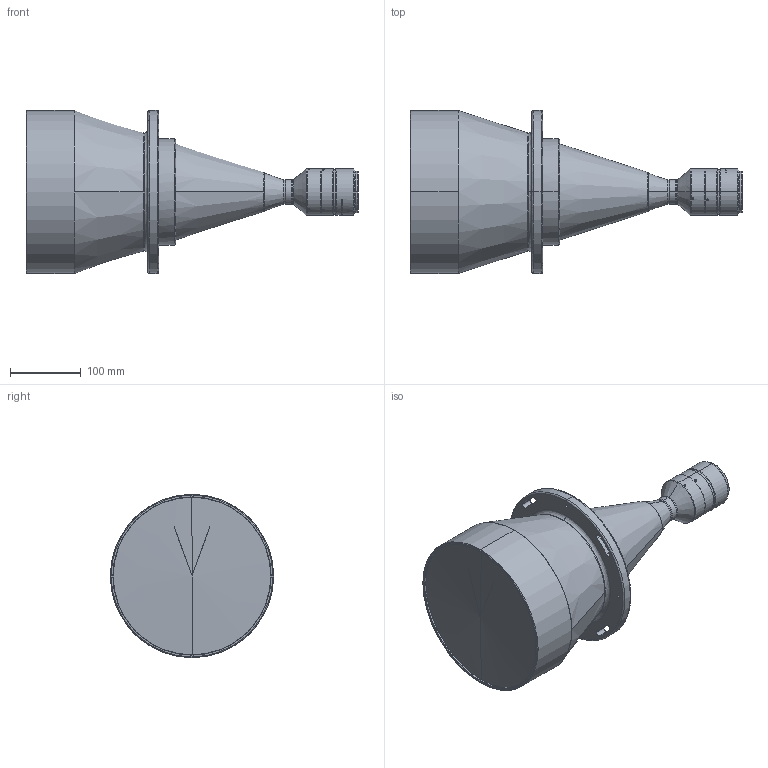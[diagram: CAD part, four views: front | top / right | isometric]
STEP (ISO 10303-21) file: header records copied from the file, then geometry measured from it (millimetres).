
FILE_DESCRIPTION (( 'STEP AP203' ), '1' );
FILE_NAME ('DTCM430H-190H-M58-AL.STEP', '2023-05-05T03:55:33', ( '' ), ( '' ), 'SwSTEP 2.0', 'SolidWorks 2017', '' );
FILE_SCHEMA (( 'CONFIG_CONTROL_DESIGN' ));
Length unit declared in the file: millimetre
Products named in the file (1): DTCM430H-190H-M58-AL
Bounding box: 468.32 x 230 x 230 mm (x, y, z)
Volume: 8248254.2 mm3; surface area: 297496 mm2
Topology: 1 solids, 1 shells, 160 faces, 391 edges, 248 vertices
Faces by surface type: cylinder 84, cone 36, plane 24, bspline 16
Entity records: 5909 total; most frequent: CARTESIAN_POINT 2063, DIRECTION 820, ORIENTED_EDGE 774, EDGE_CURVE 387, AXIS2_PLACEMENT_3D 343, VERTEX_POINT 248, CIRCLE 198, EDGE_LOOP 195
